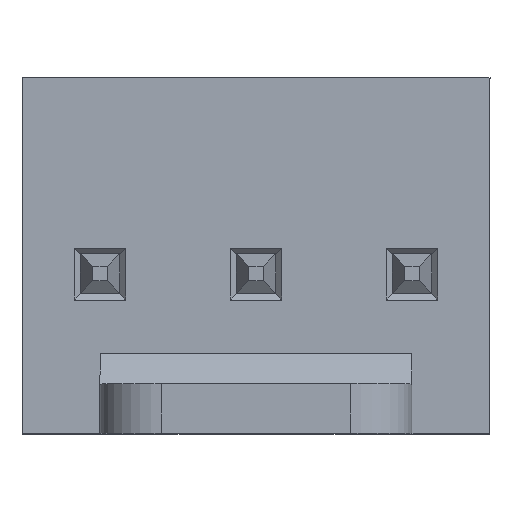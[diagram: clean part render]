
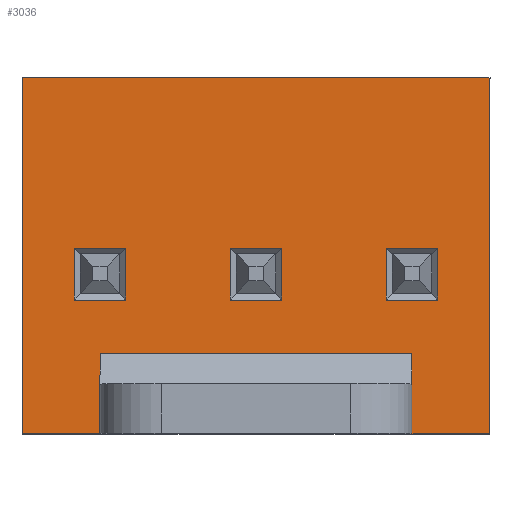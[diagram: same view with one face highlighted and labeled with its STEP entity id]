
A CAD part, top view. The second image highlights one B-rep face of the part: STEP entity #3036.
In plain terms, the highlighted planar face has unit normal (0, 0, 1).
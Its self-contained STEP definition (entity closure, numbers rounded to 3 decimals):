
#490=ORIENTED_EDGE('',*,*,#840,.T.);
#491=ORIENTED_EDGE('',*,*,#834,.T.);
#492=ORIENTED_EDGE('',*,*,#836,.T.);
#493=ORIENTED_EDGE('',*,*,#842,.T.);
#494=ORIENTED_EDGE('',*,*,#757,.F.);
#495=ORIENTED_EDGE('',*,*,#710,.F.);
#496=ORIENTED_EDGE('',*,*,#756,.T.);
#497=ORIENTED_EDGE('',*,*,#696,.F.);
#498=ORIENTED_EDGE('',*,*,#767,.F.);
#499=ORIENTED_EDGE('',*,*,#753,.T.);
#500=ORIENTED_EDGE('',*,*,#762,.F.);
#501=ORIENTED_EDGE('',*,*,#690,.F.);
#502=ORIENTED_EDGE('',*,*,#792,.T.);
#503=ORIENTED_EDGE('',*,*,#797,.T.);
#504=ORIENTED_EDGE('',*,*,#793,.T.);
#505=ORIENTED_EDGE('',*,*,#789,.T.);
#506=ORIENTED_EDGE('',*,*,#804,.T.);
#507=ORIENTED_EDGE('',*,*,#800,.T.);
#508=ORIENTED_EDGE('',*,*,#802,.T.);
#509=ORIENTED_EDGE('',*,*,#805,.T.);
#690=EDGE_CURVE('',#960,#961,#1168,.T.);
#696=EDGE_CURVE('',#966,#967,#1172,.T.);
#710=EDGE_CURVE('',#976,#977,#1186,.T.);
#753=EDGE_CURVE('',#1008,#1011,#1227,.T.);
#756=EDGE_CURVE('',#976,#967,#1230,.T.);
#757=EDGE_CURVE('',#977,#960,#1231,.T.);
#762=EDGE_CURVE('',#961,#1011,#1236,.T.);
#767=EDGE_CURVE('',#1008,#966,#1241,.T.);
#789=EDGE_CURVE('',#1025,#1027,#1263,.T.);
#792=EDGE_CURVE('',#1027,#1029,#1266,.T.);
#793=EDGE_CURVE('',#1030,#1025,#1267,.T.);
#797=EDGE_CURVE('',#1029,#1030,#1271,.T.);
#800=EDGE_CURVE('',#1032,#1033,#1274,.T.);
#802=EDGE_CURVE('',#1033,#1034,#1276,.T.);
#804=EDGE_CURVE('',#1035,#1032,#1278,.T.);
#805=EDGE_CURVE('',#1034,#1035,#1279,.T.);
#834=EDGE_CURVE('',#1053,#1055,#1308,.T.);
#836=EDGE_CURVE('',#1055,#1057,#1310,.T.);
#840=EDGE_CURVE('',#1059,#1053,#1314,.T.);
#842=EDGE_CURVE('',#1057,#1059,#1316,.T.);
#960=VERTEX_POINT('',#3899);
#961=VERTEX_POINT('',#3901);
#966=VERTEX_POINT('',#3911);
#967=VERTEX_POINT('',#3913);
#976=VERTEX_POINT('',#3938);
#977=VERTEX_POINT('',#3940);
#1008=VERTEX_POINT('',#4017);
#1011=VERTEX_POINT('',#4022);
#1025=VERTEX_POINT('',#4093);
#1027=VERTEX_POINT('',#4097);
#1029=VERTEX_POINT('',#4103);
#1030=VERTEX_POINT('',#4107);
#1032=VERTEX_POINT('',#4117);
#1033=VERTEX_POINT('',#4119);
#1034=VERTEX_POINT('',#4123);
#1035=VERTEX_POINT('',#4127);
#1053=VERTEX_POINT('',#4186);
#1055=VERTEX_POINT('',#4190);
#1057=VERTEX_POINT('',#4195);
#1059=VERTEX_POINT('',#4201);
#1168=LINE('',#3900,#1458);
#1172=LINE('',#3912,#1462);
#1186=LINE('',#3939,#1476);
#1227=LINE('',#4023,#1517);
#1230=LINE('',#4028,#1520);
#1231=LINE('',#4030,#1521);
#1236=LINE('',#4038,#1526);
#1241=LINE('',#4046,#1531);
#1263=LINE('',#4098,#1553);
#1266=LINE('',#4104,#1556);
#1267=LINE('',#4106,#1557);
#1271=LINE('',#4113,#1561);
#1274=LINE('',#4120,#1564);
#1276=LINE('',#4124,#1566);
#1278=LINE('',#4128,#1568);
#1279=LINE('',#4130,#1569);
#1308=LINE('',#4191,#1598);
#1310=LINE('',#4196,#1600);
#1314=LINE('',#4203,#1604);
#1316=LINE('',#4206,#1606);
#1458=VECTOR('',#3330,1000.);
#1462=VECTOR('',#3338,1000.);
#1476=VECTOR('',#3358,1000.);
#1517=VECTOR('',#3415,1000.);
#1520=VECTOR('',#3422,1000.);
#1521=VECTOR('',#3425,1000.);
#1526=VECTOR('',#3432,1000.);
#1531=VECTOR('',#3439,1000.);
#1553=VECTOR('',#3497,1000.);
#1556=VECTOR('',#3502,1000.);
#1557=VECTOR('',#3505,1000.);
#1561=VECTOR('',#3511,1000.);
#1564=VECTOR('',#3518,1000.);
#1566=VECTOR('',#3522,1000.);
#1568=VECTOR('',#3526,1000.);
#1569=VECTOR('',#3529,1000.);
#1598=VECTOR('',#3582,1000.);
#1600=VECTOR('',#3586,1000.);
#1604=VECTOR('',#3592,1000.);
#1606=VECTOR('',#3596,1000.);
#1781=EDGE_LOOP('',(#490,#491,#492,#493));
#1782=EDGE_LOOP('',(#494,#495,#496,#497,#498,#499,#500,#501));
#1783=EDGE_LOOP('',(#502,#503,#504,#505));
#1784=EDGE_LOOP('',(#506,#507,#508,#509));
#1917=FACE_BOUND('',#1781,.T.);
#1918=FACE_BOUND('',#1782,.T.);
#1919=FACE_BOUND('',#1783,.T.);
#1920=FACE_BOUND('',#1784,.T.);
#2042=PLANE('',#3171);
#3036=ADVANCED_FACE('',(#1917,#1918,#1919,#1920),#2042,.T.);
#3171=AXIS2_PLACEMENT_3D('',#4253,#3644,#3645);
#3330=DIRECTION('',(1.,0.,0.));
#3338=DIRECTION('',(1.,0.,0.));
#3358=DIRECTION('',(-1.,0.,0.));
#3415=DIRECTION('',(-1.,0.,0.));
#3422=DIRECTION('',(0.,1.,0.));
#3425=DIRECTION('',(0.,1.,0.));
#3432=DIRECTION('',(0.,-1.,0.));
#3439=DIRECTION('',(0.,1.,0.));
#3497=DIRECTION('',(0.,-1.,0.));
#3502=DIRECTION('',(-1.,0.,0.));
#3505=DIRECTION('',(1.,0.,0.));
#3511=DIRECTION('',(0.,1.,0.));
#3518=DIRECTION('',(0.,1.,0.));
#3522=DIRECTION('',(1.,0.,0.));
#3526=DIRECTION('',(-1.,0.,0.));
#3529=DIRECTION('',(0.,-1.,0.));
#3582=DIRECTION('',(0.,1.,0.));
#3586=DIRECTION('',(1.,0.,0.));
#3592=DIRECTION('',(-1.,0.,0.));
#3596=DIRECTION('',(0.,-1.,0.));
#3644=DIRECTION('',(0.,0.,1.));
#3645=DIRECTION('',(1.,0.,0.));
#3899=CARTESIAN_POINT('',(-3.81,2.9,-2.45));
#3900=CARTESIAN_POINT('',(-3.81,2.9,-2.45));
#3901=CARTESIAN_POINT('',(-2.54,2.9,-2.45));
#3911=CARTESIAN_POINT('',(2.54,2.9,-2.45));
#3912=CARTESIAN_POINT('',(2.54,2.9,-2.45));
#3913=CARTESIAN_POINT('',(3.81,2.9,-2.45));
#3938=CARTESIAN_POINT('',(3.81,-2.9,-2.45));
#3939=CARTESIAN_POINT('',(3.81,-2.9,-2.45));
#3940=CARTESIAN_POINT('',(-3.81,-2.9,-2.45));
#4017=CARTESIAN_POINT('',(2.54,2.1,-2.45));
#4022=CARTESIAN_POINT('',(-2.54,2.1,-2.45));
#4023=CARTESIAN_POINT('',(3.81,2.1,-2.45));
#4028=CARTESIAN_POINT('',(3.81,-2.9,-2.45));
#4030=CARTESIAN_POINT('',(-3.81,-2.9,-2.45));
#4038=CARTESIAN_POINT('',(-2.54,2.9,-2.45));
#4046=CARTESIAN_POINT('',(2.54,2.1,-2.45));
#4093=CARTESIAN_POINT('',(-2.12,0.72,-2.45));
#4097=CARTESIAN_POINT('',(-2.12,-0.12,-2.45));
#4098=CARTESIAN_POINT('',(-2.12,-2.9,-2.45));
#4103=CARTESIAN_POINT('',(-2.96,-0.12,-2.45));
#4104=CARTESIAN_POINT('',(3.81,-0.12,-2.45));
#4106=CARTESIAN_POINT('',(3.81,0.72,-2.45));
#4107=CARTESIAN_POINT('',(-2.96,0.72,-2.45));
#4113=CARTESIAN_POINT('',(-2.96,-2.9,-2.45));
#4117=CARTESIAN_POINT('',(2.12,-0.12,-2.45));
#4119=CARTESIAN_POINT('',(2.12,0.72,-2.45));
#4120=CARTESIAN_POINT('',(2.12,-2.9,-2.45));
#4123=CARTESIAN_POINT('',(2.96,0.72,-2.45));
#4124=CARTESIAN_POINT('',(3.81,0.72,-2.45));
#4127=CARTESIAN_POINT('',(2.96,-0.12,-2.45));
#4128=CARTESIAN_POINT('',(3.81,-0.12,-2.45));
#4130=CARTESIAN_POINT('',(2.96,-2.9,-2.45));
#4186=CARTESIAN_POINT('',(-0.42,-0.12,-2.45));
#4190=CARTESIAN_POINT('',(-0.42,0.72,-2.45));
#4191=CARTESIAN_POINT('',(-0.42,-2.9,-2.45));
#4195=CARTESIAN_POINT('',(0.42,0.72,-2.45));
#4196=CARTESIAN_POINT('',(3.81,0.72,-2.45));
#4201=CARTESIAN_POINT('',(0.42,-0.12,-2.45));
#4203=CARTESIAN_POINT('',(3.81,-0.12,-2.45));
#4206=CARTESIAN_POINT('',(0.42,-2.9,-2.45));
#4253=CARTESIAN_POINT('',(3.81,-2.9,-2.45));
